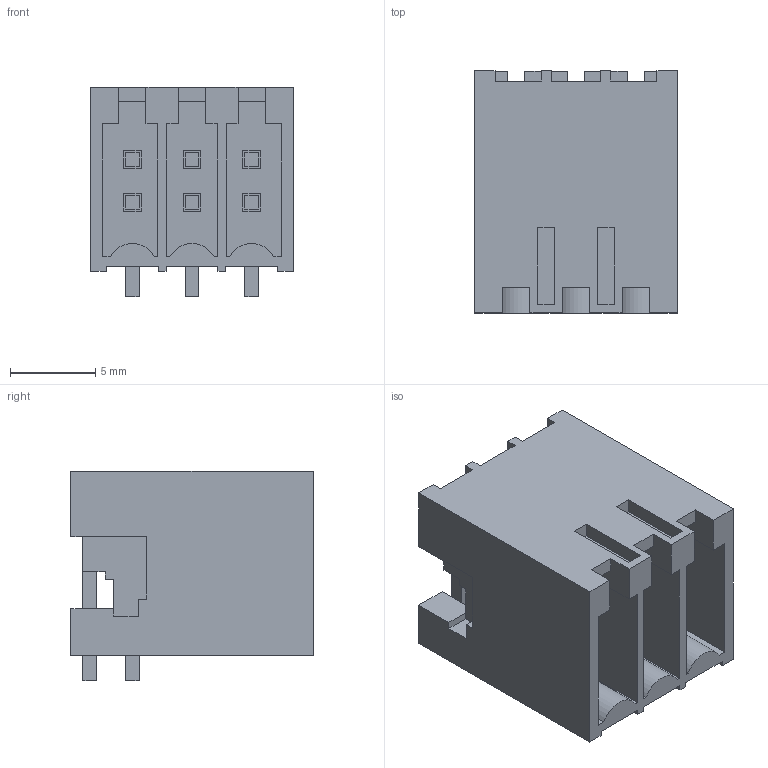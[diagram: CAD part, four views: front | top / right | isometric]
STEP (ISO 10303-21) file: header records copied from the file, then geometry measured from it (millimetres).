
FILE_DESCRIPTION(('CATIA V5 STEP Exchange','CAx-IF Rec.Pracs.--- Model Styling and Organization---1.2---2011-12-15'),'2;1');
FILE_NAME ('D1450656_0', '2018-03-29T10:05:07+00:00', ('none'), ('Weidmueller'), 'CATIA Version 5-6 Release 2014', 'CATIA V5 STEP AP214', 'none');
FILE_SCHEMA(('AUTOMOTIVE_DESIGN { 1 0 10303 214 1 1 1 1 }'));
Length unit declared in the file: millimetre
Products named in the file (1): 1289640000
Bounding box: 11.9 x 14.2 x 12.3 mm (x, y, z)
Volume: 947.3 mm3; surface area: 2184.7 mm2
Topology: 7 solids, 7 shells, 243 faces, 685 edges, 459 vertices
Faces by surface type: plane 237, cylinder 6
Entity records: 7367 total; most frequent: ORIENTED_EDGE 1370, CARTESIAN_POINT 1313, DIRECTION 1021, EDGE_CURVE 685, VECTOR 673, LINE 673, VERTEX_POINT 459, EDGE_LOOP 258
